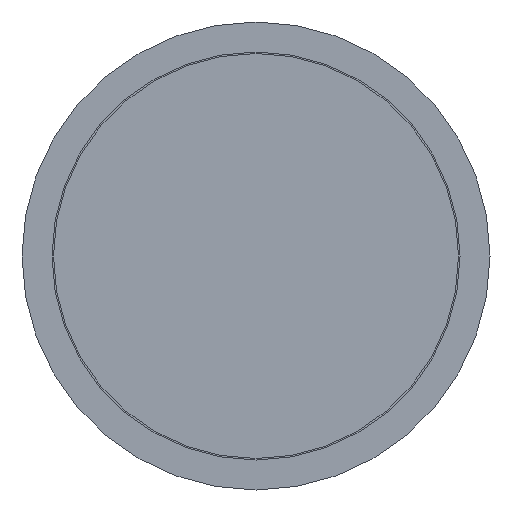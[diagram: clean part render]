
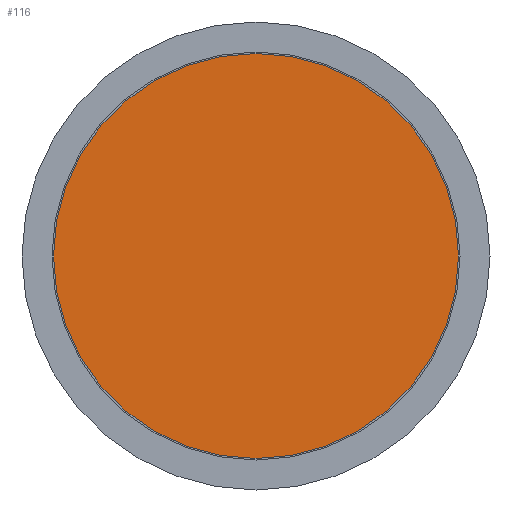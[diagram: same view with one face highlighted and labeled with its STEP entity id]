
A CAD part, front view. The second image highlights one B-rep face of the part: STEP entity #116.
In plain terms, the highlighted planar face has unit normal (0, -1, 0).
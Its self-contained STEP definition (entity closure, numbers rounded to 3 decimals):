
#21 = CARTESIAN_POINT ( 'NONE',  ( 0., 0., -33.75 ) ) ;
#24 = CARTESIAN_POINT ( 'NONE',  ( -33.75, 0., 0. ) ) ;
#31 = CARTESIAN_POINT ( 'NONE',  ( 0., 0., 0. ) ) ;
#40 = AXIS2_PLACEMENT_3D ( 'NONE', #31, #191, #498 ) ;
#95 = EDGE_CURVE ( 'NONE', #491, #491, #198, .T. ) ;
#110 = DIRECTION ( 'NONE',  ( 0., 1., 0. ) ) ;
#116 = ADVANCED_FACE ( 'NONE', ( #408 ), #459, .F. ) ;
#152 = DIRECTION ( 'NONE',  ( 0., 0., 1. ) ) ;
#169 = EDGE_LOOP ( 'NONE', ( #246 ) ) ;
#191 = DIRECTION ( 'NONE',  ( 0., -1., 0. ) ) ;
#198 = CIRCLE ( 'NONE', #40, 33.75 ) ;
#246 = ORIENTED_EDGE ( 'NONE', *, *, #95, .T. ) ;
#343 = AXIS2_PLACEMENT_3D ( 'NONE', #24, #110, #152 ) ;
#408 = FACE_OUTER_BOUND ( 'NONE', #169, .T. ) ;
#459 = PLANE ( 'NONE',  #343 ) ;
#491 = VERTEX_POINT ( 'NONE', #21 ) ;
#498 = DIRECTION ( 'NONE',  ( 0., 0., -1. ) ) ;
